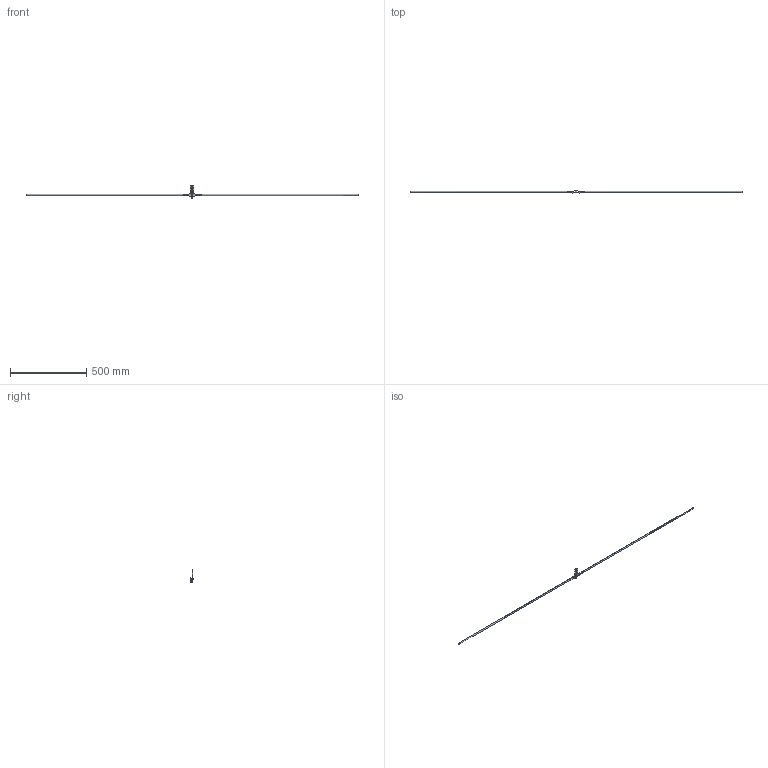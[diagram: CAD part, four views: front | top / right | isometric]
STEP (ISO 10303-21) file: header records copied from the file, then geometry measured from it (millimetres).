
FILE_DESCRIPTION (( 'STEP AP214' ), '1' );
FILE_NAME ('04660-Easyfit Three Way Rod Latch Zinc Plated 2180mm.STEP', '2018-11-06T21:52:35', ( '' ), ( '' ), 'SwSTEP 2.0', 'SolidWorks 2018', '' );
FILE_SCHEMA (( 'AUTOMOTIVE_DESIGN' ));
Length unit declared in the file: millimetre
Products named in the file (4): 04660-Easyfit Three Way Rod Latch Zinc Plated 2180mm; 4660 - Rod; M6 x 1.25 x 10mm; 4660 - Junction Plate
Assembly tree (4 placements, depth 2):
  04660-Easyfit Three Way Rod Latch Zinc Plated 2180mm
    4660 - Junction Plate
    4660 - Rod  x2
    M6 x 1.25 x 10mm
Bounding box: 2181 x 14.98 x 80.54 mm (x, y, z)
Volume: 142871.5 mm3; surface area: 67522.4 mm2
Topology: 4 solids, 4 shells, 409 faces, 1044 edges, 682 vertices
Faces by surface type: plane 213, bspline 120, cylinder 59, cone 13, torus 4
Entity records: 20029 total; most frequent: CARTESIAN_POINT 11311, ORIENTED_EDGE 2008, DIRECTION 1330, EDGE_CURVE 1004, VERTEX_POINT 658, LINE 612, VECTOR 612, EDGE_LOOP 430
